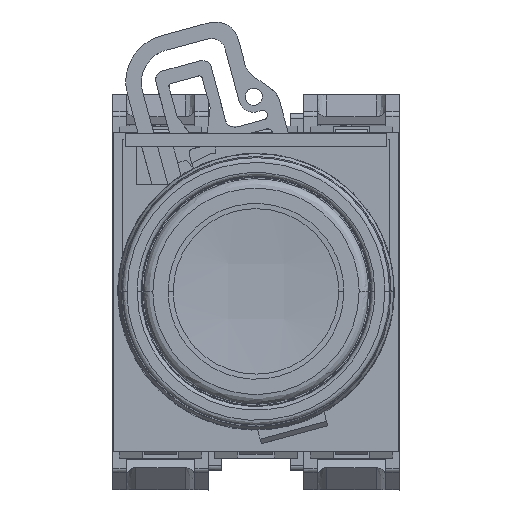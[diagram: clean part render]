
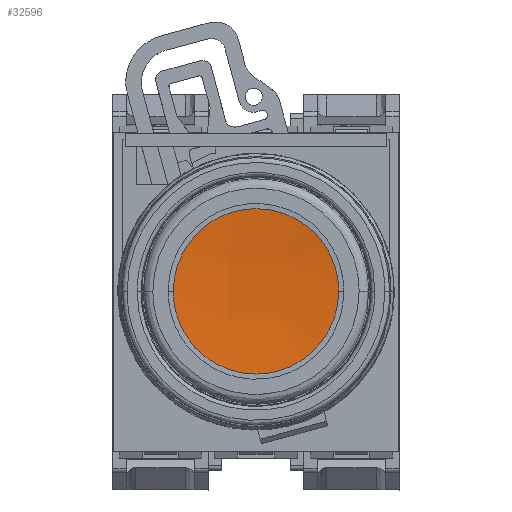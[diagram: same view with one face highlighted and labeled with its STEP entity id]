
A CAD part, top view. The second image highlights one B-rep face of the part: STEP entity #32596.
In plain terms, the highlighted free-form (B-spline) face has degree [3, 3] with [4, 4] control points.
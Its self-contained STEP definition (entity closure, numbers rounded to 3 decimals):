
#32507 = VERTEX_POINT('',#32508);
#32508 = CARTESIAN_POINT('',(-12.708,0.,
    27.823));
#32515 = EDGE_CURVE('',#32507,#32516,#32518,.T.);
#32516 = VERTEX_POINT('',#32517);
#32517 = CARTESIAN_POINT('',(0.,12.708,
    27.823));
#32518 = ( BOUNDED_CURVE() B_SPLINE_CURVE(3,(#32519,#32520,#32521,#32522
),.UNSPECIFIED.,.F.,.F.) B_SPLINE_CURVE_WITH_KNOTS((4,4),(0.,1.),
.PIECEWISE_BEZIER_KNOTS.) CURVE() GEOMETRIC_REPRESENTATION_ITEM() 
RATIONAL_B_SPLINE_CURVE((0.995,0.663,0.497,
0.497)) REPRESENTATION_ITEM('') );
#32519 = CARTESIAN_POINT('',(-12.708,0.,
    27.823));
#32520 = CARTESIAN_POINT('',(-12.708,6.354,
    27.823));
#32521 = CARTESIAN_POINT('',(-8.472,12.708,
    27.823));
#32522 = CARTESIAN_POINT('',(0.,12.708,
    27.823));
#32524 = EDGE_CURVE('',#32516,#32525,#32527,.T.);
#32525 = VERTEX_POINT('',#32526);
#32526 = CARTESIAN_POINT('',(12.708,0.,
    27.823));
#32527 = ( BOUNDED_CURVE() B_SPLINE_CURVE(3,(#32528,#32529,#32530,#32531
),.UNSPECIFIED.,.F.,.F.) B_SPLINE_CURVE_WITH_KNOTS((4,4),(0.,1.),
.PIECEWISE_BEZIER_KNOTS.) CURVE() GEOMETRIC_REPRESENTATION_ITEM() 
RATIONAL_B_SPLINE_CURVE((0.497,0.497,0.663,
0.995)) REPRESENTATION_ITEM('') );
#32528 = CARTESIAN_POINT('',(0.,12.708,
    27.823));
#32529 = CARTESIAN_POINT('',(8.472,12.708,
    27.823));
#32530 = CARTESIAN_POINT('',(12.708,6.354,
    27.823));
#32531 = CARTESIAN_POINT('',(12.708,0.,
    27.823));
#32562 = EDGE_CURVE('',#32525,#32563,#32565,.T.);
#32563 = VERTEX_POINT('',#32564);
#32564 = CARTESIAN_POINT('',(0.,-12.708,
    27.823));
#32565 = ( BOUNDED_CURVE() B_SPLINE_CURVE(3,(#32566,#32567,#32568,#32569
),.UNSPECIFIED.,.F.,.F.) B_SPLINE_CURVE_WITH_KNOTS((4,4),(0.,1.),
.PIECEWISE_BEZIER_KNOTS.) CURVE() GEOMETRIC_REPRESENTATION_ITEM() 
RATIONAL_B_SPLINE_CURVE((0.995,0.663,0.497,
0.497)) REPRESENTATION_ITEM('') );
#32566 = CARTESIAN_POINT('',(12.708,0.,
    27.823));
#32567 = CARTESIAN_POINT('',(12.708,-6.354,
    27.823));
#32568 = CARTESIAN_POINT('',(8.472,-12.708,
    27.823));
#32569 = CARTESIAN_POINT('',(0.,-12.708,
    27.823));
#32571 = EDGE_CURVE('',#32563,#32507,#32572,.T.);
#32572 = ( BOUNDED_CURVE() B_SPLINE_CURVE(3,(#32573,#32574,#32575,#32576
),.UNSPECIFIED.,.F.,.F.) B_SPLINE_CURVE_WITH_KNOTS((4,4),(0.,1.),
.PIECEWISE_BEZIER_KNOTS.) CURVE() GEOMETRIC_REPRESENTATION_ITEM() 
RATIONAL_B_SPLINE_CURVE((0.497,0.497,0.663,
0.995)) REPRESENTATION_ITEM('') );
#32573 = CARTESIAN_POINT('',(0.,-12.708,
    27.823));
#32574 = CARTESIAN_POINT('',(-8.472,-12.708,
    27.823));
#32575 = CARTESIAN_POINT('',(-12.708,-6.354,
    27.823));
#32576 = CARTESIAN_POINT('',(-12.708,0.,
    27.823));
#32596 = ADVANCED_FACE('',(#32597),#32603,.F.);
#32597 = FACE_BOUND('',#32598,.F.);
#32598 = EDGE_LOOP('',(#32599,#32600,#32601,#32602));
#32599 = ORIENTED_EDGE('',*,*,#32515,.T.);
#32600 = ORIENTED_EDGE('',*,*,#32524,.T.);
#32601 = ORIENTED_EDGE('',*,*,#32562,.T.);
#32602 = ORIENTED_EDGE('',*,*,#32571,.T.);
#32603 = ( BOUNDED_SURFACE() B_SPLINE_SURFACE(3,3,(
    (#32604,#32605,#32606,#32607)
    ,(#32608,#32609,#32610,#32611)
    ,(#32612,#32613,#32614,#32615)
    ,(#32616,#32617,#32618,#32619
)),.UNSPECIFIED.,.F.,.F.,.F.) B_SPLINE_SURFACE_WITH_KNOTS((4,4),(4,4),(
    0.,1.),(0.,1.),.PIECEWISE_BEZIER_KNOTS.) 
GEOMETRIC_REPRESENTATION_ITEM() RATIONAL_B_SPLINE_SURFACE((
    (1.,0.996,0.996,1.)
    ,(0.996,0.992,0.992,0.996)
    ,(0.996,0.992,0.992,0.996)
,(1.,0.996,0.996,1.
  ))) REPRESENTATION_ITEM('') SURFACE() );
#32604 = CARTESIAN_POINT('',(12.782,12.86,
    28.543));
#32605 = CARTESIAN_POINT('',(4.278,12.86,
    27.605));
#32606 = CARTESIAN_POINT('',(-4.278,12.86,
    27.605));
#32607 = CARTESIAN_POINT('',(-12.782,12.86,
    28.543));
#32608 = CARTESIAN_POINT('',(12.886,4.304,
    27.605));
#32609 = CARTESIAN_POINT('',(4.313,4.304,
    26.66));
#32610 = CARTESIAN_POINT('',(-4.313,4.304,
    26.66));
#32611 = CARTESIAN_POINT('',(-12.886,4.304,
    27.605));
#32612 = CARTESIAN_POINT('',(12.886,-4.304,
    27.605));
#32613 = CARTESIAN_POINT('',(4.313,-4.304,
    26.66));
#32614 = CARTESIAN_POINT('',(-4.313,-4.304,
    26.66));
#32615 = CARTESIAN_POINT('',(-12.886,-4.304,
    27.605));
#32616 = CARTESIAN_POINT('',(12.782,-12.86,
    28.543));
#32617 = CARTESIAN_POINT('',(4.278,-12.86,
    27.605));
#32618 = CARTESIAN_POINT('',(-4.278,-12.86,
    27.605));
#32619 = CARTESIAN_POINT('',(-12.782,-12.86,
    28.543));
